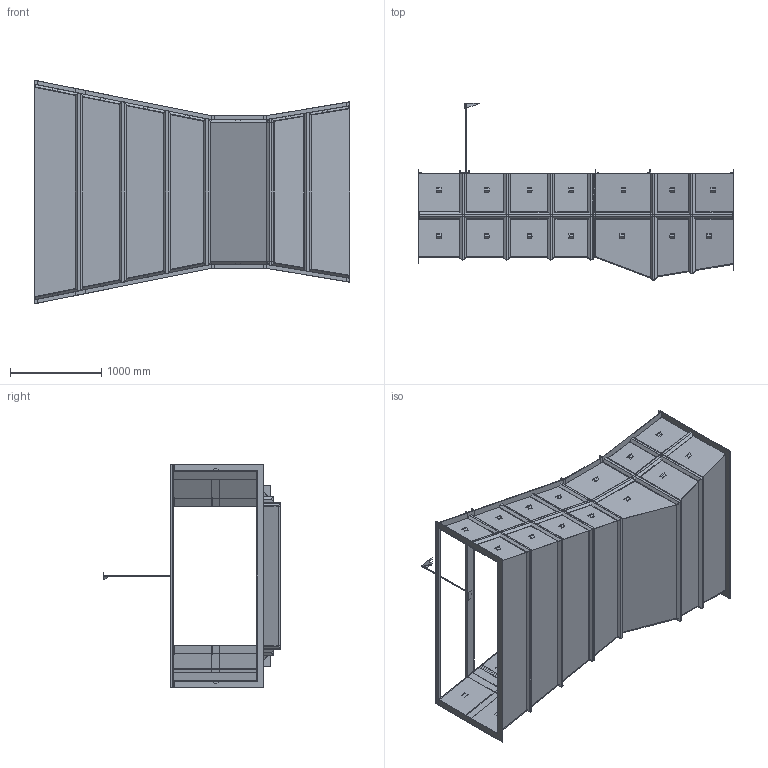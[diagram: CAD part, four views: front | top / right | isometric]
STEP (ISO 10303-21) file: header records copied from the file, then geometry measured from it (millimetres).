
FILE_DESCRIPTION (( 'STEP AP214' ), '1' );
FILE_NAME ('60in Parshall flume Assem1.STEP', '2020-08-17T17:54:03', ( '' ), ( '' ), 'SwSTEP 2.0', 'SolidWorks 2020', '' );
FILE_SCHEMA (( 'AUTOMOTIVE_DESIGN' ));
Length unit declared in the file: inch
Products named in the file (13): 60 MirrorAngle bracket; 49976 Rev Abase plate; 49976 Rev ATop Bracket Tube; 49976 Rev ATop Bracket Assembly; 60in Par Ultrasonic Transducer Assy_24in Parshll Flume; 49976 Rev ATop Bracket Rev A sheet metal; Parshal Flume_60 inch; 60in Parshall flume Assem1; Copy of 49976 Rev Ashaft^60in Par Ultrasonic Transducer Assy; 60 Angle bracket; Parshall Staff Gauge 60in long parshall staff gauge_English Staff Gauge - 36"; hex nut_ai_HNUT 0.2500-20-D-N; C Channel Ultrasonic Bkt_2in Parshall
Assembly tree (38 placements, depth 4):
  60in Parshall flume Assem1
    60 Angle bracket  x27
    60 MirrorAngle bracket
    Parshal Flume_60 inch
    Parshall Staff Gauge 60in long parshall staff gauge_English Staff Gauge - 36"
    60in Par Ultrasonic Transducer Assy_24in Parshll Flume
      49976 Rev Abase plate
      Copy of 49976 Rev Ashaft^60in Par Ultrasonic Transducer Assy
      49976 Rev ATop Bracket Assembly
        hex nut_ai_HNUT 0.2500-20-D-N
        49976 Rev ATop Bracket Tube
        49976 Rev ATop Bracket Rev A sheet metal
      C Channel Ultrasonic Bkt_2in Parshall
Bounding box: 3467.1 x 1943.82 x 2457.3 mm (x, y, z)
Volume: 105259245.8 mm3; surface area: 42274086.2 mm2
Topology: 65 solids, 65 shells, 748 faces, 1824 edges, 1204 vertices
Faces by surface type: plane 703, cylinder 27, cone 16, bspline 2
Entity records: 18607 total; most frequent: CARTESIAN_POINT 3277, ORIENTED_EDGE 2712, DIRECTION 2528, EDGE_CURVE 1356, LINE 1262, VECTOR 1262, VERTEX_POINT 892, AXIS2_PLACEMENT_3D 633
